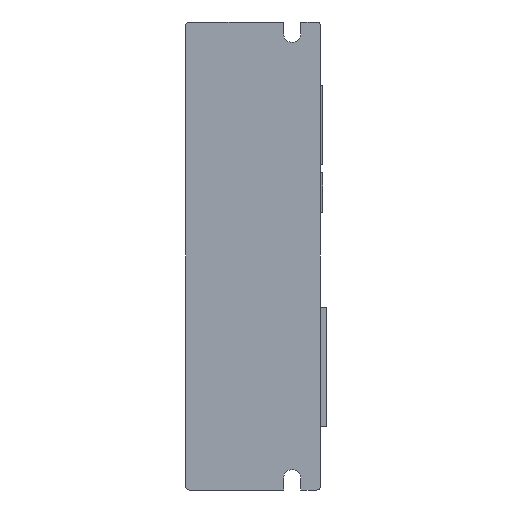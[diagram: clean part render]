
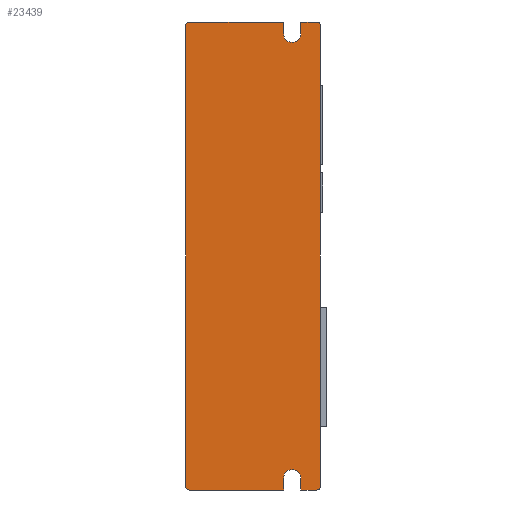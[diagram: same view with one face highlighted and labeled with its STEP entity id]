
A CAD part, front view. The second image highlights one B-rep face of the part: STEP entity #23439.
In plain terms, the highlighted planar face has unit normal (0, -1, 0).
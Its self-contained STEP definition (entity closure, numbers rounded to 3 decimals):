
#1629=CIRCLE('',#24756,2.15);
#1630=CIRCLE('',#24758,1.);
#1631=CIRCLE('',#24759,1.);
#1632=CIRCLE('',#24760,2.15);
#1633=CIRCLE('',#24761,1.);
#1634=CIRCLE('',#24762,1.);
#2094=VERTEX_POINT('',#31596);
#2095=VERTEX_POINT('',#31598);
#2098=VERTEX_POINT('',#31605);
#2099=VERTEX_POINT('',#31607);
#2100=VERTEX_POINT('',#31614);
#2101=VERTEX_POINT('',#31616);
#2102=VERTEX_POINT('',#31618);
#2103=VERTEX_POINT('',#31620);
#2104=VERTEX_POINT('',#31622);
#2105=VERTEX_POINT('',#31624);
#2106=VERTEX_POINT('',#31626);
#2107=VERTEX_POINT('',#31628);
#2108=VERTEX_POINT('',#31630);
#2109=VERTEX_POINT('',#31632);
#2110=VERTEX_POINT('',#31634);
#2111=VERTEX_POINT('',#31636);
#4356=VECTOR('',#26433,1.);
#4360=VECTOR('',#26438,1.);
#4362=VECTOR('',#26447,1.);
#4363=VECTOR('',#26450,1.);
#4364=VECTOR('',#26453,1.);
#4365=VECTOR('',#26454,1.);
#4366=VECTOR('',#26457,1.);
#4367=VECTOR('',#26458,1.);
#4368=VECTOR('',#26461,1.);
#4369=VECTOR('',#26464,1.);
#7341=LINE('',#31597,#4356);
#7345=LINE('',#31606,#4360);
#7347=LINE('',#31613,#4362);
#7348=LINE('',#31617,#4363);
#7349=LINE('',#31621,#4364);
#7350=LINE('',#31623,#4365);
#7351=LINE('',#31627,#4366);
#7352=LINE('',#31629,#4367);
#7353=LINE('',#31633,#4368);
#7354=LINE('',#31637,#4369);
#10326=EDGE_CURVE('',#2095,#2094,#7341,.T.);
#10330=EDGE_CURVE('',#2099,#2098,#7345,.T.);
#10333=EDGE_CURVE('',#2094,#2099,#1629,.T.);
#10334=EDGE_CURVE('',#2098,#2100,#7347,.T.);
#10335=EDGE_CURVE('',#2101,#2100,#1630,.T.);
#10336=EDGE_CURVE('',#2101,#2102,#7348,.T.);
#10337=EDGE_CURVE('',#2103,#2102,#1631,.T.);
#10338=EDGE_CURVE('',#2103,#2104,#7349,.T.);
#10339=EDGE_CURVE('',#2104,#2105,#7350,.T.);
#10340=EDGE_CURVE('',#2105,#2106,#1632,.T.);
#10341=EDGE_CURVE('',#2106,#2107,#7351,.T.);
#10342=EDGE_CURVE('',#2107,#2108,#7352,.T.);
#10343=EDGE_CURVE('',#2109,#2108,#1633,.T.);
#10344=EDGE_CURVE('',#2110,#2109,#7353,.T.);
#10345=EDGE_CURVE('',#2111,#2110,#1634,.T.);
#10346=EDGE_CURVE('',#2111,#2095,#7354,.T.);
#13711=ORIENTED_EDGE('',*,*,#10326,.T.);
#13712=ORIENTED_EDGE('',*,*,#10333,.T.);
#13713=ORIENTED_EDGE('',*,*,#10330,.T.);
#13714=ORIENTED_EDGE('',*,*,#10334,.T.);
#13715=ORIENTED_EDGE('',*,*,#10335,.F.);
#13716=ORIENTED_EDGE('',*,*,#10336,.T.);
#13717=ORIENTED_EDGE('',*,*,#10337,.F.);
#13718=ORIENTED_EDGE('',*,*,#10338,.T.);
#13719=ORIENTED_EDGE('',*,*,#10339,.T.);
#13720=ORIENTED_EDGE('',*,*,#10340,.T.);
#13721=ORIENTED_EDGE('',*,*,#10341,.T.);
#13722=ORIENTED_EDGE('',*,*,#10342,.T.);
#13723=ORIENTED_EDGE('',*,*,#10343,.F.);
#13724=ORIENTED_EDGE('',*,*,#10344,.F.);
#13725=ORIENTED_EDGE('',*,*,#10345,.F.);
#13726=ORIENTED_EDGE('',*,*,#10346,.T.);
#20421=EDGE_LOOP('',(#13711,#13712,#13713,#13714,#13715,#13716,#13717,#13718,
#13719,#13720,#13721,#13722,#13723,#13724,#13725,#13726));
#21930=FACE_BOUND('',#20421,.T.);
#23439=ADVANCED_FACE('',(#21930),#40114,.T.);
#24756=AXIS2_PLACEMENT_3D('',#31611,#26444,#26445);
#24757=AXIS2_PLACEMENT_3D('',#31612,#26446,$);
#24758=AXIS2_PLACEMENT_3D('',#31615,#26448,#26449);
#24759=AXIS2_PLACEMENT_3D('',#31619,#26451,#26452);
#24760=AXIS2_PLACEMENT_3D('',#31625,#26455,#26456);
#24761=AXIS2_PLACEMENT_3D('',#31631,#26459,#26460);
#24762=AXIS2_PLACEMENT_3D('',#31635,#26462,#26463);
#26433=DIRECTION('',(0.,0.,1.));
#26438=DIRECTION('',(0.,0.,-1.));
#26444=DIRECTION('',(0.,1.,0.));
#26445=DIRECTION('',(-2.15,0.,0.));
#26446=DIRECTION('',(0.,-1.,0.));
#26447=DIRECTION('',(1.,0.,0.));
#26448=DIRECTION('',(0.,1.,0.));
#26449=DIRECTION('',(0.707,0.,-0.707));
#26450=DIRECTION('',(0.,0.,1.));
#26451=DIRECTION('',(0.,1.,0.));
#26452=DIRECTION('',(0.707,0.,0.707));
#26453=DIRECTION('',(-1.,0.,0.));
#26454=DIRECTION('',(0.,0.,-1.));
#26455=DIRECTION('',(0.,1.,0.));
#26456=DIRECTION('',(-2.15,0.,0.));
#26457=DIRECTION('',(0.,0.,1.));
#26458=DIRECTION('',(-1.,0.,0.));
#26459=DIRECTION('',(0.,1.,0.));
#26460=DIRECTION('',(-0.707,0.,0.707));
#26461=DIRECTION('',(0.,0.,1.));
#26462=DIRECTION('',(0.,1.,0.));
#26463=DIRECTION('',(-0.707,0.,-0.707));
#26464=DIRECTION('',(1.,0.,0.));
#31596=CARTESIAN_POINT('',(24.7,0.,3.));
#31597=CARTESIAN_POINT('',(24.7,0.,0.));
#31598=CARTESIAN_POINT('',(24.7,0.,0.));
#31605=CARTESIAN_POINT('',(29.,0.,0.));
#31606=CARTESIAN_POINT('',(29.,0.,3.));
#31607=CARTESIAN_POINT('',(29.,0.,3.));
#31611=CARTESIAN_POINT('',(26.85,0.,3.));
#31612=CARTESIAN_POINT('',(34.,0.,0.));
#31613=CARTESIAN_POINT('',(29.,0.,0.));
#31614=CARTESIAN_POINT('',(33.,0.,0.));
#31615=CARTESIAN_POINT('',(33.,0.,1.));
#31616=CARTESIAN_POINT('',(34.,0.,1.));
#31617=CARTESIAN_POINT('',(34.,0.,1.));
#31618=CARTESIAN_POINT('',(34.,0.,117.));
#31619=CARTESIAN_POINT('',(33.,0.,117.));
#31620=CARTESIAN_POINT('',(33.,0.,118.));
#31621=CARTESIAN_POINT('',(33.,0.,118.));
#31622=CARTESIAN_POINT('',(29.,0.,118.));
#31623=CARTESIAN_POINT('',(29.,0.,118.));
#31624=CARTESIAN_POINT('',(29.,0.,115.));
#31625=CARTESIAN_POINT('',(26.85,0.,115.));
#31626=CARTESIAN_POINT('',(24.7,0.,115.));
#31627=CARTESIAN_POINT('',(24.7,0.,115.));
#31628=CARTESIAN_POINT('',(24.7,0.,118.));
#31629=CARTESIAN_POINT('',(24.7,0.,118.));
#31630=CARTESIAN_POINT('',(1.,0.,118.));
#31631=CARTESIAN_POINT('',(1.,0.,117.));
#31632=CARTESIAN_POINT('',(0.,0.,117.));
#31633=CARTESIAN_POINT('',(0.,0.,1.));
#31634=CARTESIAN_POINT('',(0.,0.,1.));
#31635=CARTESIAN_POINT('',(1.,0.,1.));
#31636=CARTESIAN_POINT('',(1.,0.,0.));
#31637=CARTESIAN_POINT('',(1.,0.,0.));
#40114=PLANE('',#24757);
